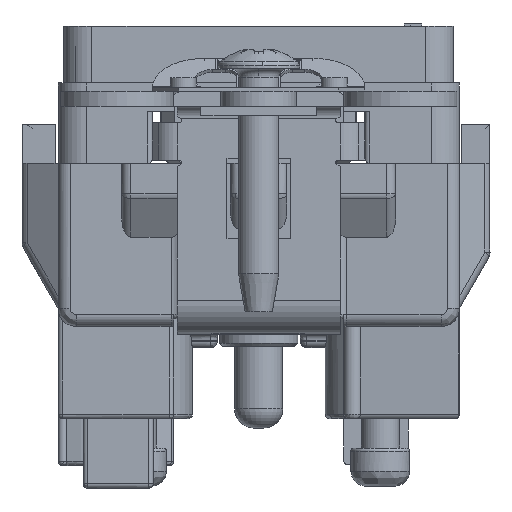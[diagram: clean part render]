
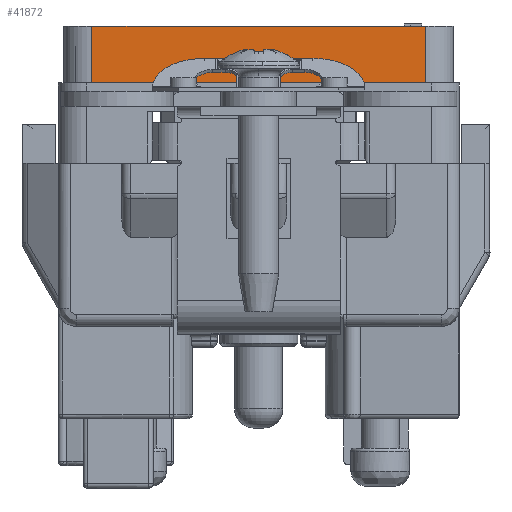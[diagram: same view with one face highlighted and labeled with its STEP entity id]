
A CAD part, front view. The second image highlights one B-rep face of the part: STEP entity #41872.
In plain terms, the highlighted planar face has unit normal (0, -1, 0).
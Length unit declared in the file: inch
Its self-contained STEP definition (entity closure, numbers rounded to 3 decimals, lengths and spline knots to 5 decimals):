
#3667 = DIRECTION ( 'NONE',  ( -1., 0., 0. ) ) ;
#5366 = DIRECTION ( 'NONE',  ( 0., 1., 0. ) ) ;
#6154 = FACE_OUTER_BOUND ( 'NONE', #48494, .T. ) ;
#11719 = VECTOR ( 'NONE', #3667, 39.37008 ) ;
#13320 = LINE ( 'NONE', #37800, #64278 ) ;
#13880 = DIRECTION ( 'NONE',  ( 1., 0., 0. ) ) ;
#15805 = CARTESIAN_POINT ( 'NONE',  ( 0.552, -1.305, 0.271 ) ) ;
#18367 = VECTOR ( 'NONE', #22402, 39.37008 ) ;
#18880 = CARTESIAN_POINT ( 'NONE',  ( 0.552, -1.305, 0.458 ) ) ;
#20252 = VERTEX_POINT ( 'NONE', #18880 ) ;
#20702 = CARTESIAN_POINT ( 'NONE',  ( -0.64512, -1.305, 0.458 ) ) ;
#22402 = DIRECTION ( 'NONE',  ( 0., 0., -1. ) ) ;
#28571 = VECTOR ( 'NONE', #13880, 39.37008 ) ;
#29203 = EDGE_CURVE ( 'NONE', #32661, #75854, #13320, .T. ) ;
#30712 = EDGE_CURVE ( 'NONE', #20252, #41148, #45261, .T. ) ;
#32025 = ORIENTED_EDGE ( 'NONE', *, *, #29203, .F. ) ;
#32661 = VERTEX_POINT ( 'NONE', #50733 ) ;
#33180 = ORIENTED_EDGE ( 'NONE', *, *, #30712, .F. ) ;
#34233 = LINE ( 'NONE', #58752, #11719 ) ;
#37800 = CARTESIAN_POINT ( 'NONE',  ( -0.552, -1.305, 0.27088 ) ) ;
#41148 = VERTEX_POINT ( 'NONE', #15805 ) ;
#41183 = EDGE_CURVE ( 'NONE', #41148, #32661, #34233, .T. ) ;
#41872 = ADVANCED_FACE ( 'NONE', ( #6154 ), #47104, .F. ) ;
#45261 = LINE ( 'NONE', #63915, #18367 ) ;
#47104 = PLANE ( 'NONE',  #68422 ) ;
#48278 = CARTESIAN_POINT ( 'NONE',  ( 0.55212, -1.305, 0.27088 ) ) ;
#48494 = EDGE_LOOP ( 'NONE', ( #33180, #59263, #32025, #78821 ) ) ;
#49435 = CARTESIAN_POINT ( 'NONE',  ( -0.552, -1.305, 0.458 ) ) ;
#50733 = CARTESIAN_POINT ( 'NONE',  ( -0.552, -1.305, 0.271 ) ) ;
#56846 = LINE ( 'NONE', #20702, #28571 ) ;
#58752 = CARTESIAN_POINT ( 'NONE',  ( 0.55212, -1.305, 0.271 ) ) ;
#59194 = EDGE_CURVE ( 'NONE', #75854, #20252, #56846, .T. ) ;
#59263 = ORIENTED_EDGE ( 'NONE', *, *, #59194, .F. ) ;
#62382 = DIRECTION ( 'NONE',  ( 0., 0., 1. ) ) ;
#63915 = CARTESIAN_POINT ( 'NONE',  ( 0.552, -1.305, 0.45812 ) ) ;
#64278 = VECTOR ( 'NONE', #62382, 39.37008 ) ;
#68422 = AXIS2_PLACEMENT_3D ( 'NONE', #48278, #5366, #79038 ) ;
#75854 = VERTEX_POINT ( 'NONE', #49435 ) ;
#78821 = ORIENTED_EDGE ( 'NONE', *, *, #41183, .F. ) ;
#79038 = DIRECTION ( 'NONE',  ( 0., 0., -1. ) ) ;
